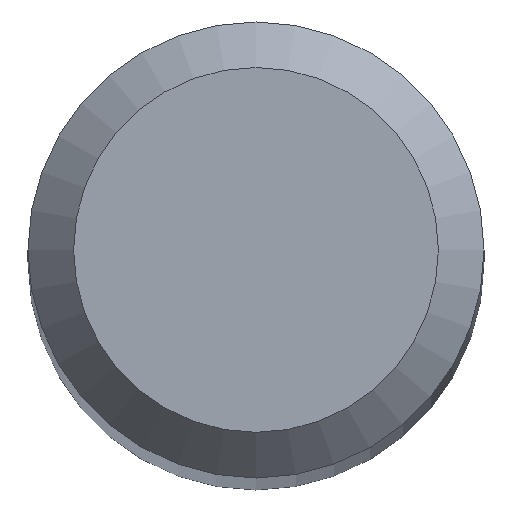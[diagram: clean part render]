
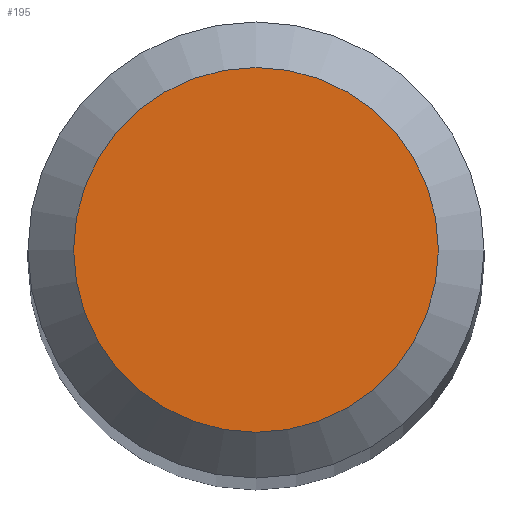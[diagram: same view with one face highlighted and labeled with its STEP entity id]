
A CAD part, top view. The second image highlights one B-rep face of the part: STEP entity #195.
In plain terms, the highlighted planar face has unit normal (0, 0, 1).
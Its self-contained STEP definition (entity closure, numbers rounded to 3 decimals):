
#31 = DIRECTION ( 'NONE',  ( 0., 0., -1. ) ) ;
#52 = PLANE ( 'NONE',  #228 ) ;
#66 = CARTESIAN_POINT ( 'NONE',  ( 0., 0., 30. ) ) ;
#72 = EDGE_CURVE ( 'NONE', #134, #134, #124, .T. ) ;
#76 = FACE_OUTER_BOUND ( 'NONE', #214, .T. ) ;
#106 = ORIENTED_EDGE ( 'NONE', *, *, #72, .F. ) ;
#124 = CIRCLE ( 'NONE', #138, 0.6 ) ;
#134 = VERTEX_POINT ( 'NONE', #190 ) ;
#138 = AXIS2_PLACEMENT_3D ( 'NONE', #66, #237, #199 ) ;
#151 = CARTESIAN_POINT ( 'NONE',  ( 0., 0., 30. ) ) ;
#164 = DIRECTION ( 'NONE',  ( 0., 1., 0. ) ) ;
#190 = CARTESIAN_POINT ( 'NONE',  ( 0., 0.6, 30. ) ) ;
#195 = ADVANCED_FACE ( 'NONE', ( #76 ), #52, .F. ) ;
#199 = DIRECTION ( 'NONE',  ( 0., 1., 0. ) ) ;
#214 = EDGE_LOOP ( 'NONE', ( #106 ) ) ;
#228 = AXIS2_PLACEMENT_3D ( 'NONE', #151, #31, #164 ) ;
#237 = DIRECTION ( 'NONE',  ( 0., 0., -1. ) ) ;
